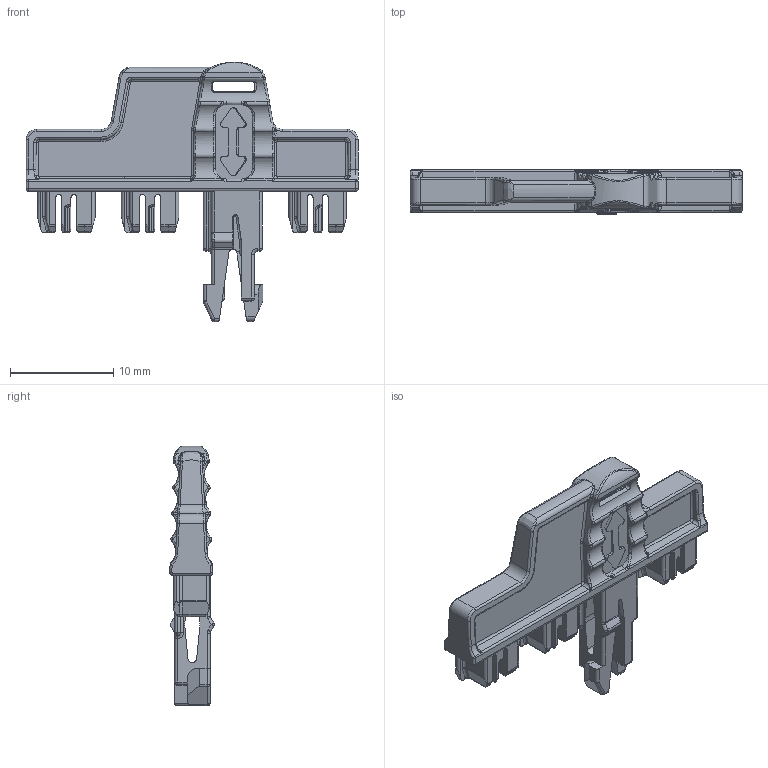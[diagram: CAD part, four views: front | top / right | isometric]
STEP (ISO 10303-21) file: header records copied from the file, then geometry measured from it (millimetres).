
FILE_DESCRIPTION(('CATIA V5 STEP Exchange','CAx-IF Rec.Pracs.--- Model Styling and Organization---1.5--- 2016-08-15','CAx-IF Rec.Pracs.---Supplemental Geometry---1.0---2011-11-01','CAx-IF Rec.Pracs.--- Composite Materials ---1.1---2010-07-15'),'2;1');
FILE_NAME ('1217573-9_2', '2025-09-19T08:50:28+00:00', ('none'), ('Weidmueller'), 'CATIA Version 5-6 Release 2024 SP4', 'CATIA V5 STEP AP214 v3', 'none');
FILE_SCHEMA(('AUTOMOTIVE_DESIGN { 1 0 10303 214 1 1 1 1 }'));
Products named in the file (1): 2726110000
Bounding box: 32.1 x 4.3 x 25.1 mm (x, y, z)
Volume: 883.5 mm3; surface area: 1868.4 mm2
Topology: 2 solids, 2 shells, 1101 faces, 2873 edges, 1736 vertices
Faces by surface type: cylinder 457, plane 316, bspline 194, torus 84, cone 25, sphere 25
Entity records: 45000 total; most frequent: CARTESIAN_POINT 22003, ORIENTED_EDGE 5658, DIRECTION 3187, EDGE_CURVE 2829, VERTEX_POINT 1736, VECTOR 1344, LINE 1344, AXIS2_PLACEMENT_3D 1200
